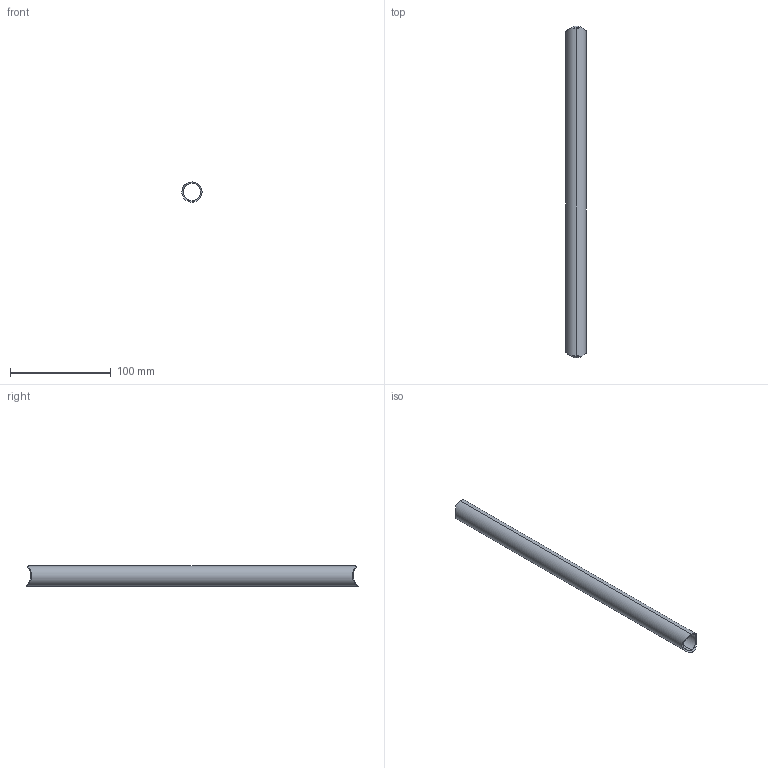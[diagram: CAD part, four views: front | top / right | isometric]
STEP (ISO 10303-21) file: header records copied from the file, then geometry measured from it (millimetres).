
FILE_DESCRIPTION(('CATIA V5 STEP Exchange'),'2;1');
FILE_NAME('26.stp','2023-02-19T10:04:44+00:00',('none'),('none'),'CATIA Version 5 Release 19 SP 2 (IN-10)','CATIA V5 STEP AP203','none');
FILE_SCHEMA(('CONFIG_CONTROL_DESIGN'));
Length unit declared in the file: millimetre
Products named in the file (1): Shape_556
Bounding box: 19.98 x 329.94 x 20 mm (x, y, z)
Volume: 28173.9 mm3; surface area: 37770.6 mm2
Topology: 1 solids, 1 shells, 12 faces, 40 edges, 28 vertices
Faces by surface type: cylinder 12
Entity records: 660 total; most frequent: CARTESIAN_POINT 327, ORIENTED_EDGE 80, EDGE_CURVE 40, B_SPLINE_CURVE_WITH_KNOTS 34, DIRECTION 30, VERTEX_POINT 28, AXIS2_PLACEMENT_3D 13, ADVANCED_FACE 12
